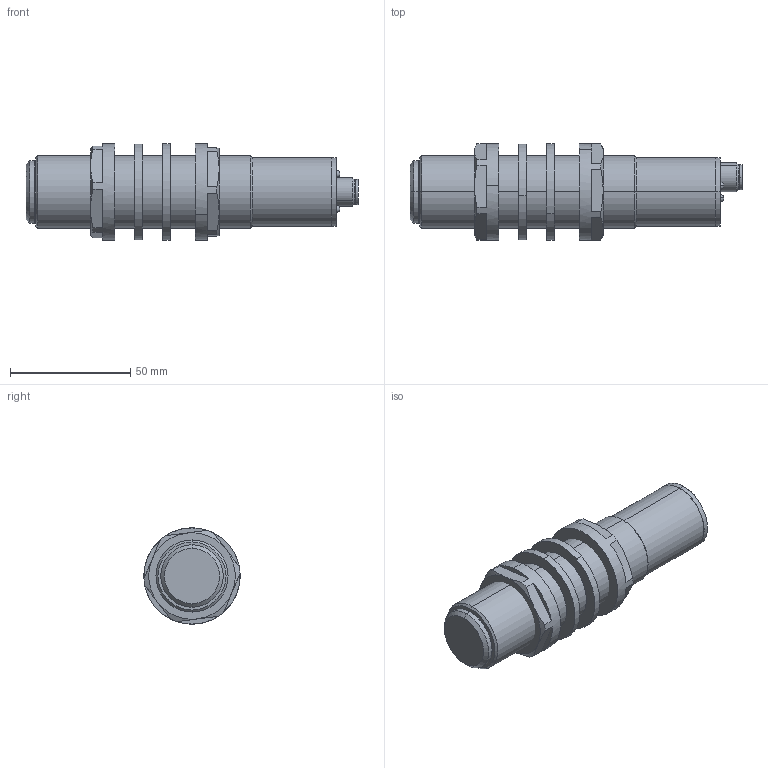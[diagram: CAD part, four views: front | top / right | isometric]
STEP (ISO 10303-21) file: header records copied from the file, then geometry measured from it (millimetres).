
FILE_DESCRIPTION (( 'STEP AP203' ), '1' );
FILE_NAME ('180E.STEP', '2013-09-13T06:46:03', ( 'Haig_DELL_Lap' ), ( '' ), 'SwSTEP 2.0', 'SolidWorks 2005354', '' );
FILE_SCHEMA (( 'CONFIG_CONTROL_DESIGN' ));
Length unit declared in the file: millimetre
Products named in the file (10): P44-T4V-2D-1C1-130E Füllteil_Standard; 3CTL9 Taster (unvollst.)_Standard; 66195220-001_Standard; 66195194-001_Standard; 180E; 66195211-001_Standard; 55195281-001_Standard; 66195043-001 (Einbaustecker M12 mit Außengewinde)_Standard; LED_Standard; Wandler 180_Standard
Assembly tree (13 placements, depth 2):
  180E
    55195281-001_Standard
    3CTL9 Taster (unvollst.)_Standard
    66195220-001_Standard  x2
    P44-T4V-2D-1C1-130E Füllteil_Standard
    66195194-001_Standard  x2
    LED_Standard  x3
    66195043-001 (Einbaustecker M12 mit Außengewinde)_Standard
    Wandler 180_Standard
    66195211-001_Standard
Bounding box: 138.06 x 40 x 39.99 mm (x, y, z)
Volume: 109581.2 mm3; surface area: 50164.2 mm2
Topology: 14 solids, 14 shells, 389 faces, 956 edges, 605 vertices
Faces by surface type: plane 166, cylinder 137, bspline 54, cone 26, sphere 6
Entity records: 14958 total; most frequent: CARTESIAN_POINT 5810, DIRECTION 1657, ORIENTED_EDGE 1632, EDGE_CURVE 816, AXIS2_PLACEMENT_3D 618, VERTEX_POINT 537, LINE 421, VECTOR 421
